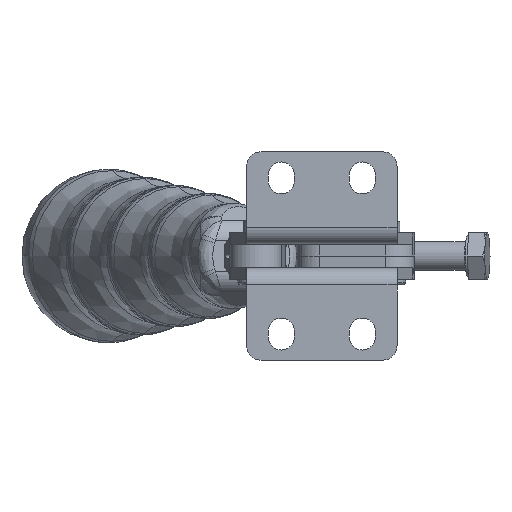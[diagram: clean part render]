
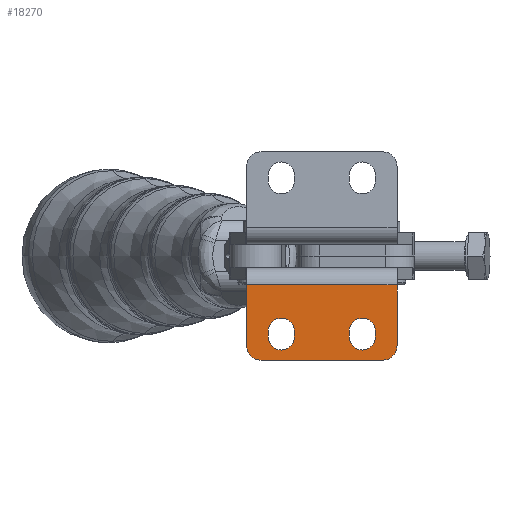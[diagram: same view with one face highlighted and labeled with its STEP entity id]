
A CAD part, front view. The second image highlights one B-rep face of the part: STEP entity #18270.
In plain terms, the highlighted free-form (B-spline) face has degree [1, 1] with [2, 2] control points.
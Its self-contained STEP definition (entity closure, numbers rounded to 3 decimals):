
#1259=CARTESIAN_POINT('',(-45.216,5.232,-19.268));
#1260=VERTEX_POINT('',#1259);
#1269=CARTESIAN_POINT('',(-45.949,5.232,-17.5));
#1270=VERTEX_POINT('',#1269);
#1271=CARTESIAN_POINT('',(-43.449,5.232,-17.5));
#1272=DIRECTION('',(0.,-1.,0.));
#1273=DIRECTION('',(-0.707,0.,-0.707));
#1274=AXIS2_PLACEMENT_3D('',#1271,#1272,#1273);
#1275=CIRCLE('',#1274,2.5);
#1276=EDGE_CURVE('',#1270,#1260,#1275,.T.);
#1322=CARTESIAN_POINT('',(-20.681,5.232,-19.268));
#1323=VERTEX_POINT('',#1322);
#1332=CARTESIAN_POINT('',(-22.449,5.232,-20.));
#1333=VERTEX_POINT('',#1332);
#1334=CARTESIAN_POINT('',(-22.449,5.232,-17.5));
#1335=DIRECTION('',(0.,-1.0,0.));
#1336=DIRECTION('',(0.707,0.,-0.707));
#1337=AXIS2_PLACEMENT_3D('',#1334,#1335,#1336);
#1338=CIRCLE('',#1337,2.5);
#1339=EDGE_CURVE('',#1333,#1323,#1338,.T.);
#1513=CARTESIAN_POINT('',(-39.949,5.232,-12.75));
#1514=VERTEX_POINT('',#1513);
#1530=CARTESIAN_POINT('',(-37.699,5.232,-15.));
#1531=VERTEX_POINT('',#1530);
#1538=CARTESIAN_POINT('',(-39.949,5.232,-15.));
#1539=DIRECTION('',(0.0,-1.0,0.0));
#1540=DIRECTION('',(0.0,0.0,-1.0));
#1541=AXIS2_PLACEMENT_3D('',#1538,#1539,#1540);
#1542=CIRCLE('',#1541,2.25);
#1543=EDGE_CURVE('',#1531,#1514,#1542,.T.);
#1576=CARTESIAN_POINT('',(-39.949,5.232,-18.25));
#1577=VERTEX_POINT('',#1576);
#1593=CARTESIAN_POINT('',(-42.199,5.232,-16.));
#1594=VERTEX_POINT('',#1593);
#1601=CARTESIAN_POINT('',(-39.949,5.232,-16.));
#1602=DIRECTION('',(0.0,-1.0,0.0));
#1603=DIRECTION('',(0.0,0.0,1.0));
#1604=AXIS2_PLACEMENT_3D('',#1601,#1602,#1603);
#1605=CIRCLE('',#1604,2.25);
#1606=EDGE_CURVE('',#1594,#1577,#1605,.T.);
#1639=CARTESIAN_POINT('',(-25.949,5.232,-12.75));
#1640=VERTEX_POINT('',#1639);
#1656=CARTESIAN_POINT('',(-23.699,5.232,-15.));
#1657=VERTEX_POINT('',#1656);
#1664=CARTESIAN_POINT('',(-25.949,5.232,-15.));
#1665=DIRECTION('',(0.0,-1.0,0.0));
#1666=DIRECTION('',(0.0,0.0,-1.0));
#1667=AXIS2_PLACEMENT_3D('',#1664,#1665,#1666);
#1668=CIRCLE('',#1667,2.25);
#1669=EDGE_CURVE('',#1657,#1640,#1668,.T.);
#1702=CARTESIAN_POINT('',(-25.949,5.232,-18.25));
#1703=VERTEX_POINT('',#1702);
#1719=CARTESIAN_POINT('',(-28.199,5.232,-16.));
#1720=VERTEX_POINT('',#1719);
#1727=CARTESIAN_POINT('',(-25.949,5.232,-16.));
#1728=DIRECTION('',(0.0,-1.0,0.0));
#1729=DIRECTION('',(0.0,0.0,1.0));
#1730=AXIS2_PLACEMENT_3D('',#1727,#1728,#1729);
#1731=CIRCLE('',#1730,2.25);
#1732=EDGE_CURVE('',#1720,#1703,#1731,.T.);
#17547=CARTESIAN_POINT('',(-28.199,5.232,-15.));
#17548=VERTEX_POINT('',#17547);
#17549=CARTESIAN_POINT('',(-28.199,5.232,-15.));
#17550=DIRECTION('',(0.0,0.0,-1.0));
#17551=VECTOR('',#17550,1.);
#17552=LINE('',#17549,#17551);
#17553=EDGE_CURVE('',#17548,#1720,#17552,.T.);
#17600=CARTESIAN_POINT('',(-23.699,5.232,-16.));
#17601=VERTEX_POINT('',#17600);
#17602=CARTESIAN_POINT('',(-25.949,5.232,-16.));
#17603=DIRECTION('',(0.0,-1.0,0.0));
#17604=DIRECTION('',(0.0,0.0,1.0));
#17605=AXIS2_PLACEMENT_3D('',#17602,#17603,#17604);
#17606=CIRCLE('',#17605,2.25);
#17607=EDGE_CURVE('',#1703,#17601,#17606,.T.);
#17632=CARTESIAN_POINT('',(-23.699,5.232,-16.));
#17633=DIRECTION('',(0.0,0.0,1.0));
#17634=VECTOR('',#17633,1.);
#17635=LINE('',#17632,#17634);
#17636=EDGE_CURVE('',#17601,#1657,#17635,.T.);
#17676=CARTESIAN_POINT('',(-25.949,5.232,-15.));
#17677=DIRECTION('',(0.0,-1.0,0.0));
#17678=DIRECTION('',(0.0,0.0,-1.0));
#17679=AXIS2_PLACEMENT_3D('',#17676,#17677,#17678);
#17680=CIRCLE('',#17679,2.25);
#17681=EDGE_CURVE('',#1640,#17548,#17680,.T.);
#17699=CARTESIAN_POINT('',(-42.199,5.232,-15.));
#17700=VERTEX_POINT('',#17699);
#17701=CARTESIAN_POINT('',(-42.199,5.232,-15.));
#17702=DIRECTION('',(0.0,0.0,-1.0));
#17703=VECTOR('',#17702,1.0);
#17704=LINE('',#17701,#17703);
#17705=EDGE_CURVE('',#17700,#1594,#17704,.T.);
#17752=CARTESIAN_POINT('',(-37.699,5.232,-16.));
#17753=VERTEX_POINT('',#17752);
#17754=CARTESIAN_POINT('',(-39.949,5.232,-16.));
#17755=DIRECTION('',(0.0,-1.0,0.0));
#17756=DIRECTION('',(0.0,0.0,1.0));
#17757=AXIS2_PLACEMENT_3D('',#17754,#17755,#17756);
#17758=CIRCLE('',#17757,2.25);
#17759=EDGE_CURVE('',#1577,#17753,#17758,.T.);
#17784=CARTESIAN_POINT('',(-37.699,5.232,-16.));
#17785=DIRECTION('',(0.0,0.0,1.0));
#17786=VECTOR('',#17785,1.0);
#17787=LINE('',#17784,#17786);
#17788=EDGE_CURVE('',#17753,#1531,#17787,.T.);
#17828=CARTESIAN_POINT('',(-39.949,5.232,-15.));
#17829=DIRECTION('',(0.0,-1.0,0.0));
#17830=DIRECTION('',(0.0,0.0,-1.0));
#17831=AXIS2_PLACEMENT_3D('',#17828,#17829,#17830);
#17832=CIRCLE('',#17831,2.25);
#17833=EDGE_CURVE('',#1514,#17700,#17832,.T.);
#17872=CARTESIAN_POINT('',(-19.949,5.232,-7.));
#17873=VERTEX_POINT('',#17872);
#17882=CARTESIAN_POINT('',(-45.949,5.232,-7.));
#17883=VERTEX_POINT('',#17882);
#17891=CARTESIAN_POINT('',(-45.949,5.232,-7.));
#17892=DIRECTION('',(1.0,0.0,0.0));
#17893=VECTOR('',#17892,26.0);
#17894=LINE('',#17891,#17893);
#17895=EDGE_CURVE('',#17883,#17873,#17894,.T.);
#18159=CARTESIAN_POINT('',(-19.949,5.232,-17.5));
#18160=VERTEX_POINT('',#18159);
#18161=CARTESIAN_POINT('',(-19.949,5.232,-7.));
#18162=DIRECTION('',(0.0,0.0,-1.0));
#18163=VECTOR('',#18162,10.5);
#18164=LINE('',#18161,#18163);
#18165=EDGE_CURVE('',#17873,#18160,#18164,.T.);
#18211=CARTESIAN_POINT('',(-22.449,5.232,-17.5));
#18212=DIRECTION('',(0.,-1.0,0.));
#18213=DIRECTION('',(0.707,0.,-0.707));
#18214=AXIS2_PLACEMENT_3D('',#18211,#18212,#18213);
#18215=CIRCLE('',#18214,2.5);
#18216=EDGE_CURVE('',#1323,#18160,#18215,.T.);
#18221=CARTESIAN_POINT('',(-45.949,5.232,-7.));
#18222=CARTESIAN_POINT('',(-19.949,5.232,-7.));
#18223=CARTESIAN_POINT('',(-45.949,5.232,-20.));
#18224=CARTESIAN_POINT('',(-19.949,5.232,-20.));
#18225=B_SPLINE_SURFACE_WITH_KNOTS('',1,1,((#18221,#18223),(#18222,#18224)),.UNSPECIFIED.,.F.,.F.,.U.,(2,2),(2,2),(0.0,26.),(0.0,13.),.UNSPECIFIED.);
#18226=ORIENTED_EDGE('',*,*,#17895,.F.);
#18227=CARTESIAN_POINT('',(-45.949,5.232,-17.5));
#18228=DIRECTION('',(0.0,0.0,1.0));
#18229=VECTOR('',#18228,10.5);
#18230=LINE('',#18227,#18229);
#18231=EDGE_CURVE('',#1270,#17883,#18230,.T.);
#18232=ORIENTED_EDGE('',*,*,#18231,.F.);
#18233=ORIENTED_EDGE('',*,*,#1276,.T.);
#18234=CARTESIAN_POINT('',(-43.449,5.232,-20.));
#18235=VERTEX_POINT('',#18234);
#18236=CARTESIAN_POINT('',(-43.449,5.232,-17.5));
#18237=DIRECTION('',(0.,-1.,0.));
#18238=DIRECTION('',(-0.707,0.,-0.707));
#18239=AXIS2_PLACEMENT_3D('',#18236,#18237,#18238);
#18240=CIRCLE('',#18239,2.5);
#18241=EDGE_CURVE('',#1260,#18235,#18240,.T.);
#18242=ORIENTED_EDGE('',*,*,#18241,.T.);
#18243=CARTESIAN_POINT('',(-22.449,5.232,-20.));
#18244=DIRECTION('',(-1.0,0.0,0.0));
#18245=VECTOR('',#18244,21.);
#18246=LINE('',#18243,#18245);
#18247=EDGE_CURVE('',#1333,#18235,#18246,.T.);
#18248=ORIENTED_EDGE('',*,*,#18247,.F.);
#18249=ORIENTED_EDGE('',*,*,#1339,.T.);
#18250=ORIENTED_EDGE('',*,*,#18216,.T.);
#18251=ORIENTED_EDGE('',*,*,#18165,.F.);
#18252=EDGE_LOOP('',(#18226,#18232,#18233,#18242,#18248,#18249,#18250,#18251));
#18253=FACE_OUTER_BOUND('',#18252,.T.);
#18254=ORIENTED_EDGE('',*,*,#17553,.F.);
#18255=ORIENTED_EDGE('',*,*,#17681,.F.);
#18256=ORIENTED_EDGE('',*,*,#1669,.F.);
#18257=ORIENTED_EDGE('',*,*,#17636,.F.);
#18258=ORIENTED_EDGE('',*,*,#17607,.F.);
#18259=ORIENTED_EDGE('',*,*,#1732,.F.);
#18260=EDGE_LOOP('',(#18254,#18255,#18256,#18257,#18258,#18259));
#18261=FACE_BOUND('',#18260,.T.);
#18262=ORIENTED_EDGE('',*,*,#17705,.F.);
#18263=ORIENTED_EDGE('',*,*,#17833,.F.);
#18264=ORIENTED_EDGE('',*,*,#1543,.F.);
#18265=ORIENTED_EDGE('',*,*,#17788,.F.);
#18266=ORIENTED_EDGE('',*,*,#17759,.F.);
#18267=ORIENTED_EDGE('',*,*,#1606,.F.);
#18268=EDGE_LOOP('',(#18262,#18263,#18264,#18265,#18266,#18267));
#18269=FACE_BOUND('',#18268,.T.);
#18270=ADVANCED_FACE('',(#18253,#18261,#18269),#18225,.F.);
